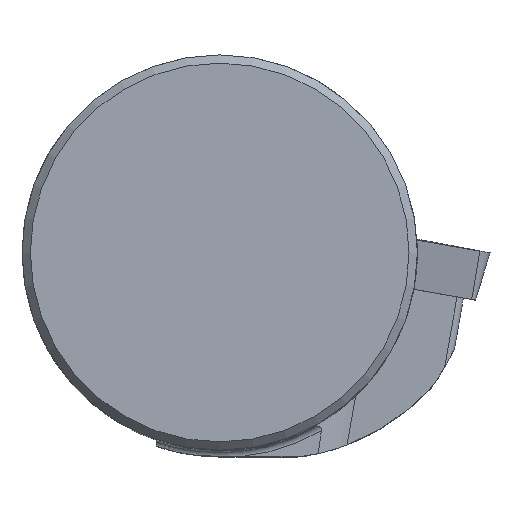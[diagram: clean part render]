
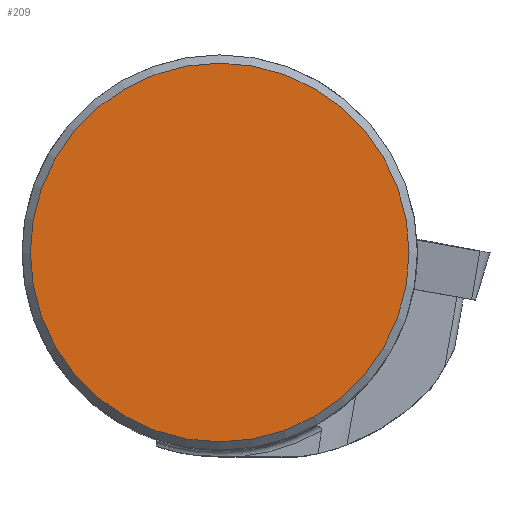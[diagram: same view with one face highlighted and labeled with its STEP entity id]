
A CAD part, top view. The second image highlights one B-rep face of the part: STEP entity #209.
In plain terms, the highlighted planar face has unit normal (0, 0, 1).
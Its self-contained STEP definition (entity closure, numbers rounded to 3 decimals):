
#209=ADVANCED_FACE('',(#284),#251,.T.);
#251=PLANE('',#1056);
#284=FACE_OUTER_BOUND('',#322,.T.);
#322=EDGE_LOOP('',(#602));
#602=ORIENTED_EDGE('',*,*,#830,.T.);
#740=VERTEX_POINT('',#1573);
#830=EDGE_CURVE('',#740,#740,#915,.T.);
#915=CIRCLE('',#1029,15.325);
#1029=AXIS2_PLACEMENT_3D('',#1572,#1177,#1178);
#1056=AXIS2_PLACEMENT_3D('',#1746,#1243,#1244);
#1177=DIRECTION('',(0.,0.,1.));
#1178=DIRECTION('',(1.,0.,0.));
#1243=DIRECTION('',(0.,0.,1.));
#1244=DIRECTION('',(1.,0.,0.));
#1572=CARTESIAN_POINT('',(0.,0.,0.));
#1573=CARTESIAN_POINT('',(15.325,0.,0.));
#1746=CARTESIAN_POINT('',(0.,0.,0.));
